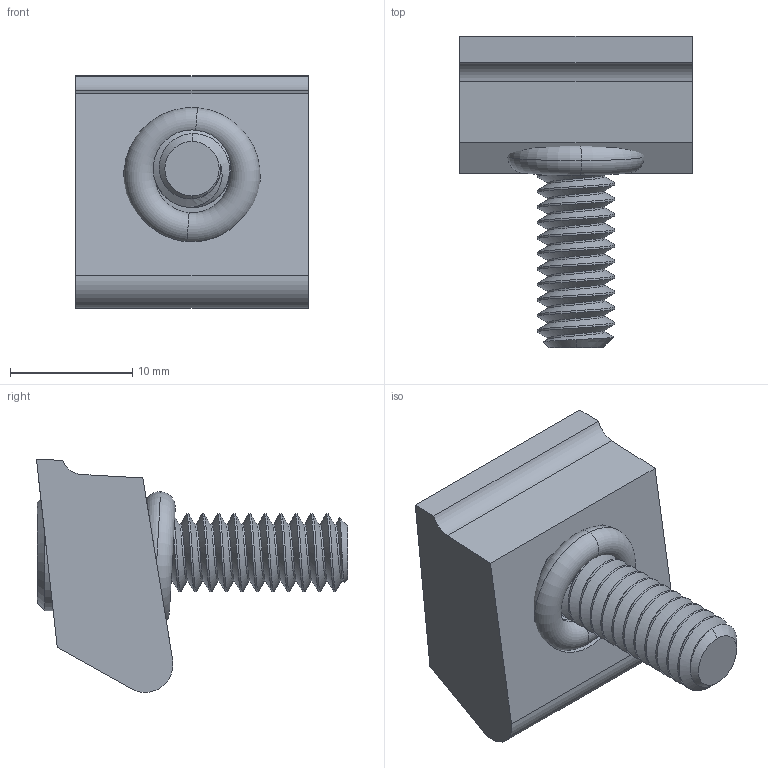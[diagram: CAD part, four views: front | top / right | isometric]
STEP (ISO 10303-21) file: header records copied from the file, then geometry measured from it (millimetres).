
FILE_DESCRIPTION (( 'STEP AP214' ), '1' );
FILE_NAME ('26060_DD PART for .STEP', '2022-02-17T21:38:51', ( '' ), ( '' ), 'SwSTEP 2.0', 'SolidWorks 2021', '' );
FILE_SCHEMA (( 'AUTOMOTIVE_DESIGN' ));
Length unit declared in the file: inch
Products named in the file (1): 26060_DD PART for 
Bounding box: 19.05 x 25.46 x 19.05 mm (x, y, z)
Volume: 3128.3 mm3; surface area: 2638.2 mm2
Topology: 3 solids, 3 shells, 115 faces, 300 edges, 193 vertices
Faces by surface type: cylinder 70, plane 23, cone 16, torus 4, bspline 2
Entity records: 6585 total; most frequent: CARTESIAN_POINT 2579, ORIENTED_EDGE 600, DIRECTION 429, EDGE_CURVE 300, VERTEX_POINT 193, AXIS2_PLACEMENT_3D 156, EDGE_LOOP 121, UNCERTAINTY_MEASURE_WITH_UNIT 120
